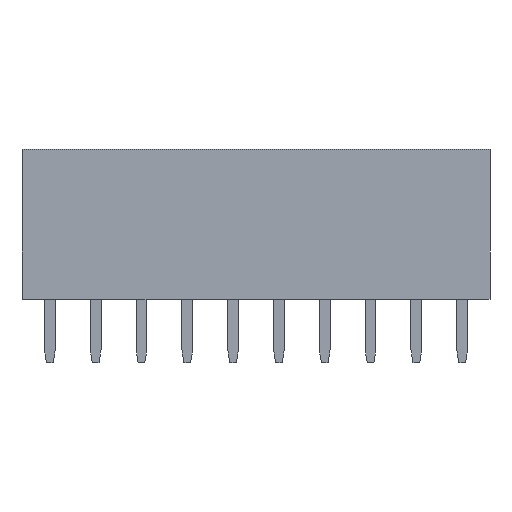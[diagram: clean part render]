
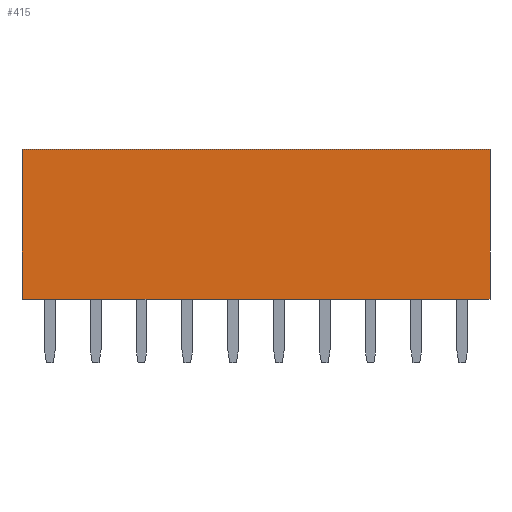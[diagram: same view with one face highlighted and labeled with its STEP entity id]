
A CAD part, front view. The second image highlights one B-rep face of the part: STEP entity #415.
In plain terms, the highlighted planar face has unit normal (0, -1, 0).
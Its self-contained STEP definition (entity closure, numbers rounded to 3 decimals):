
#92 = VERTEX_POINT ( 'NONE', #2219 ) ;
#93 = DIRECTION ( 'NONE',  ( 0., 1., 0. ) ) ;
#415 = ADVANCED_FACE ( 'NONE', ( #4097 ), #1101, .F. ) ;
#425 = LINE ( 'NONE', #4564, #5174 ) ;
#683 = EDGE_CURVE ( 'NONE', #10281, #4848, #8346, .T. ) ;
#989 = VECTOR ( 'NONE', #5713, 1000. ) ;
#1101 = PLANE ( 'NONE',  #8090 ) ;
#1105 = CARTESIAN_POINT ( 'NONE',  ( -1.543, -1.25, 8.347 ) ) ;
#1589 = VECTOR ( 'NONE', #12386, 1000. ) ;
#1700 = ORIENTED_EDGE ( 'NONE', *, *, #13078, .T. ) ;
#2219 = CARTESIAN_POINT ( 'NONE',  ( -1.543, -1.25, 0.047 ) ) ;
#2648 = LINE ( 'NONE', #5855, #989 ) ;
#2707 = DIRECTION ( 'NONE',  ( -1., 0., 0. ) ) ;
#4097 = FACE_OUTER_BOUND ( 'NONE', #12561, .T. ) ;
#4194 = VERTEX_POINT ( 'NONE', #1105 ) ;
#4211 = CARTESIAN_POINT ( 'NONE',  ( 24.397, -1.25, 8.347 ) ) ;
#4564 = CARTESIAN_POINT ( 'NONE',  ( 25.647, -1.25, 8.347 ) ) ;
#4848 = VERTEX_POINT ( 'NONE', #7974 ) ;
#5102 = DIRECTION ( 'NONE',  ( 0., 0., 1. ) ) ;
#5172 = ORIENTED_EDGE ( 'NONE', *, *, #9437, .F. ) ;
#5174 = VECTOR ( 'NONE', #8688, 1000. ) ;
#5713 = DIRECTION ( 'NONE',  ( 0., 0., -1. ) ) ;
#5855 = CARTESIAN_POINT ( 'NONE',  ( -1.543, -1.25, 4.197 ) ) ;
#5955 = LINE ( 'NONE', #8861, #11542 ) ;
#7974 = CARTESIAN_POINT ( 'NONE',  ( 24.397, -1.25, 0.047 ) ) ;
#8090 = AXIS2_PLACEMENT_3D ( 'NONE', #9364, #93, #5102 ) ;
#8346 = LINE ( 'NONE', #8414, #1589 ) ;
#8414 = CARTESIAN_POINT ( 'NONE',  ( 24.397, -1.25, 4.197 ) ) ;
#8688 = DIRECTION ( 'NONE',  ( 1., 0., 0. ) ) ;
#8861 = CARTESIAN_POINT ( 'NONE',  ( -0.253, -1.25, 0.047 ) ) ;
#9076 = ORIENTED_EDGE ( 'NONE', *, *, #683, .F. ) ;
#9364 = CARTESIAN_POINT ( 'NONE',  ( 12.697, -1.25, 4.197 ) ) ;
#9437 = EDGE_CURVE ( 'NONE', #4194, #10281, #425, .T. ) ;
#10113 = ORIENTED_EDGE ( 'NONE', *, *, #11435, .F. ) ;
#10281 = VERTEX_POINT ( 'NONE', #4211 ) ;
#11435 = EDGE_CURVE ( 'NONE', #4848, #92, #5955, .T. ) ;
#11542 = VECTOR ( 'NONE', #2707, 1000. ) ;
#12386 = DIRECTION ( 'NONE',  ( 0., 0., -1. ) ) ;
#12561 = EDGE_LOOP ( 'NONE', ( #9076, #5172, #1700, #10113 ) ) ;
#13078 = EDGE_CURVE ( 'NONE', #4194, #92, #2648, .T. ) ;
